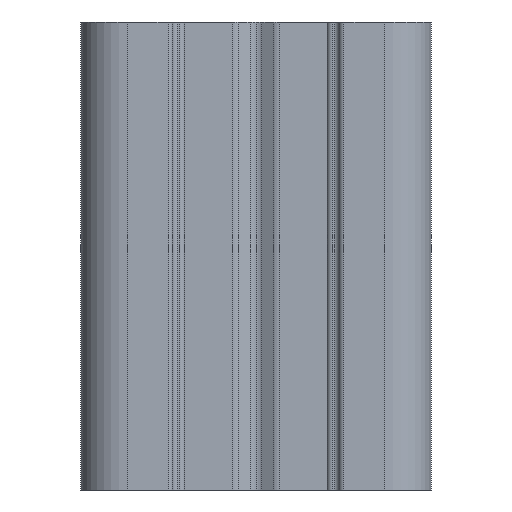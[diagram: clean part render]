
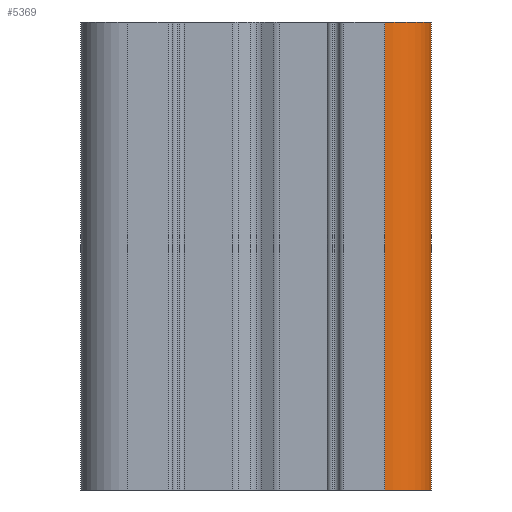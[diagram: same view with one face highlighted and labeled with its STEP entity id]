
A CAD part, left-side view. The second image highlights one B-rep face of the part: STEP entity #5369.
In plain terms, the highlighted cylindrical face has radius 2 mm (diameter 4 mm), a partial arc.
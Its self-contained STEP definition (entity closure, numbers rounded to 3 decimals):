
#21 = CARTESIAN_POINT ( 'NONE',  ( 63.979, 92.862, 10. ) ) ;
#525 = DIRECTION ( 'NONE',  ( 1., 0., 0. ) ) ;
#622 = VERTEX_POINT ( 'NONE', #21 ) ;
#729 = DIRECTION ( 'NONE',  ( 1., 0., 0. ) ) ;
#1090 = ORIENTED_EDGE ( 'NONE', *, *, #2116, .F. ) ;
#1091 = EDGE_CURVE ( 'NONE', #5639, #6530, #8323, .T. ) ;
#1341 = EDGE_LOOP ( 'NONE', ( #3524, #1090, #4405, #8887 ) ) ;
#1359 = DIRECTION ( 'NONE',  ( 0., 0., 1. ) ) ;
#1910 = AXIS2_PLACEMENT_3D ( 'NONE', #9609, #2147, #525 ) ;
#2013 = DIRECTION ( 'NONE',  ( 0., 0., 1. ) ) ;
#2116 = EDGE_CURVE ( 'NONE', #622, #6800, #5920, .T. ) ;
#2147 = DIRECTION ( 'NONE',  ( 0., 0., 1. ) ) ;
#2172 = LINE ( 'NONE', #4744, #9189 ) ;
#2407 = EDGE_CURVE ( 'NONE', #6530, #6800, #6149, .T. ) ;
#2565 = EDGE_CURVE ( 'NONE', #5639, #622, #2172, .T. ) ;
#3486 = DIRECTION ( 'NONE',  ( 1., 0., 0. ) ) ;
#3524 = ORIENTED_EDGE ( 'NONE', *, *, #2407, .T. ) ;
#3650 = CARTESIAN_POINT ( 'NONE',  ( 65.979, 90.862, -10. ) ) ;
#3989 = VECTOR ( 'NONE', #2013, 1000. ) ;
#4405 = ORIENTED_EDGE ( 'NONE', *, *, #2565, .F. ) ;
#4564 = CARTESIAN_POINT ( 'NONE',  ( 65.979, 90.862, 10. ) ) ;
#4574 = CARTESIAN_POINT ( 'NONE',  ( 65.979, 90.862, -10. ) ) ;
#4744 = CARTESIAN_POINT ( 'NONE',  ( 63.979, 92.862, -10. ) ) ;
#5369 = ADVANCED_FACE ( 'NONE', ( #10602 ), #10545, .T. ) ;
#5639 = VERTEX_POINT ( 'NONE', #6871 ) ;
#5920 = CIRCLE ( 'NONE', #10097, 2. ) ;
#6149 = LINE ( 'NONE', #3650, #3989 ) ;
#6530 = VERTEX_POINT ( 'NONE', #4574 ) ;
#6800 = VERTEX_POINT ( 'NONE', #4564 ) ;
#6871 = CARTESIAN_POINT ( 'NONE',  ( 63.979, 92.862, -10. ) ) ;
#8165 = DIRECTION ( 'NONE',  ( 0., 0., 1. ) ) ;
#8323 = CIRCLE ( 'NONE', #9198, 2. ) ;
#8583 = CARTESIAN_POINT ( 'NONE',  ( 65.979, 92.862, -10. ) ) ;
#8645 = DIRECTION ( 'NONE',  ( 0., 0., 1. ) ) ;
#8887 = ORIENTED_EDGE ( 'NONE', *, *, #1091, .T. ) ;
#8985 = CARTESIAN_POINT ( 'NONE',  ( 65.979, 92.862, 10. ) ) ;
#9189 = VECTOR ( 'NONE', #1359, 1000. ) ;
#9198 = AXIS2_PLACEMENT_3D ( 'NONE', #8583, #8645, #3486 ) ;
#9609 = CARTESIAN_POINT ( 'NONE',  ( 65.979, 92.862, -10. ) ) ;
#10097 = AXIS2_PLACEMENT_3D ( 'NONE', #8985, #8165, #729 ) ;
#10545 = CYLINDRICAL_SURFACE ( 'NONE', #1910, 2. ) ;
#10602 = FACE_OUTER_BOUND ( 'NONE', #1341, .T. ) ;
